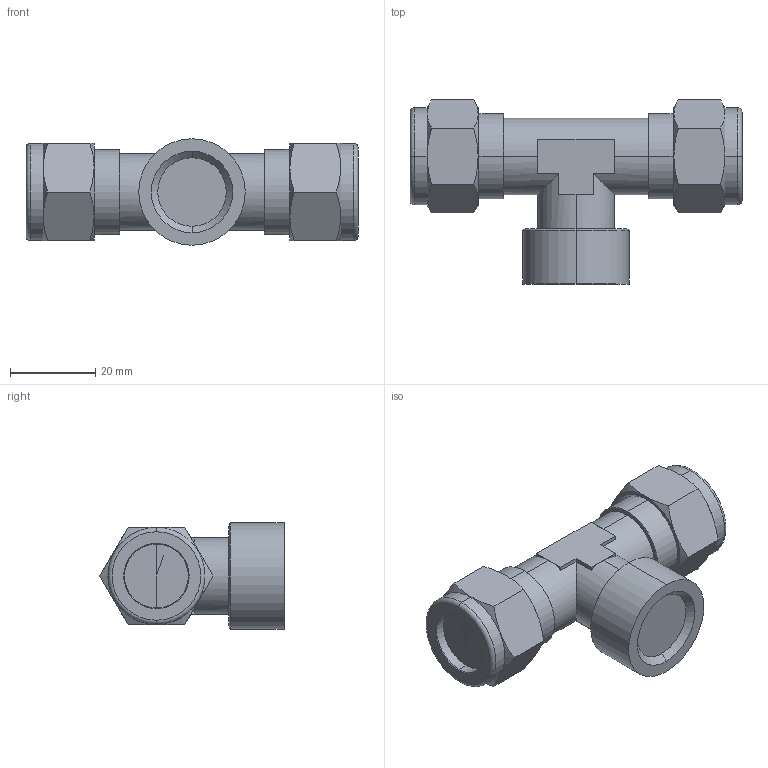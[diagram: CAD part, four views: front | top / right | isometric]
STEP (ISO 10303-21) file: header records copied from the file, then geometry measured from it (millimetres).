
FILE_DESCRIPTION (( 'STEP AP214' ), '1' );
FILE_NAME ('1024000014.step', '2013-02-25T17:13:10', ( '' ), ( '' ), 'SwSTEP 2.0', 'SolidWorks 2012', '' );
FILE_SCHEMA (( 'AUTOMOTIVE_DESIGN' ));
Length unit declared in the file: millimetre
Products named in the file (1): 1024000014
Bounding box: 78 x 43.28 x 25 mm (x, y, z)
Volume: 34135.7 mm3; surface area: 8851.4 mm2
Topology: 1 solids, 3 shells, 114 faces, 247 edges, 145 vertices
Faces by surface type: plane 48, cone 32, cylinder 24, torus 10
Entity records: 3295 total; most frequent: CARTESIAN_POINT 816, DIRECTION 527, ORIENTED_EDGE 490, EDGE_CURVE 245, AXIS2_PLACEMENT_3D 212, VERTEX_POINT 145, EDGE_LOOP 122, FACE_OUTER_BOUND 114
